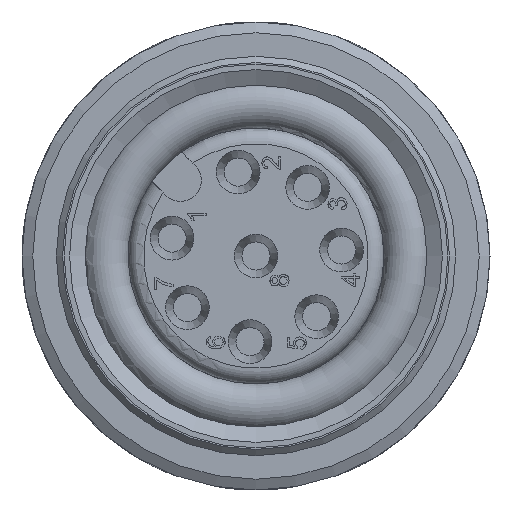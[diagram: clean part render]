
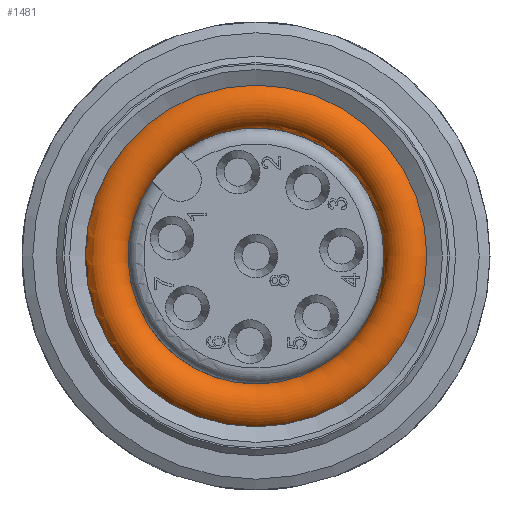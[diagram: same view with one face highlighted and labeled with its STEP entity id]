
A CAD part, left-side view. The second image highlights one B-rep face of the part: STEP entity #1481.
In plain terms, the highlighted toroidal (fillet/blend) face has major radius 4.845 mm and minor radius 0.75 mm.
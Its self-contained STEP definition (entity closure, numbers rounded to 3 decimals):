
#195=TOROIDAL_SURFACE('',#5048,4.845,0.75);
#225=FACE_BOUND('',#2150,.T.);
#226=FACE_BOUND('',#2151,.T.);
#227=FACE_BOUND('',#2152,.T.);
#633=B_SPLINE_CURVE_WITH_KNOTS('',3,(#8550,#8551,#8552,#8553,#8554,#8555),
 .UNSPECIFIED.,.F.,.F.,(4,2,4),(0.,0.444,1.),.UNSPECIFIED.);
#635=B_SPLINE_CURVE_WITH_KNOTS('',3,(#8581,#8582,#8583,#8584,#8585,#8586),
 .UNSPECIFIED.,.F.,.F.,(4,2,4),(0.,0.41,1.),.UNSPECIFIED.);
#1481=ADVANCED_FACE('',(#225,#226,#227),#195,.T.);
#2150=EDGE_LOOP('',(#2906,#2907,#2908,#2909));
#2151=EDGE_LOOP('',(#2910));
#2152=EDGE_LOOP('',(#2911));
#2906=ORIENTED_EDGE('',*,*,#4451,.F.);
#2907=ORIENTED_EDGE('',*,*,#4449,.T.);
#2908=ORIENTED_EDGE('',*,*,#4446,.F.);
#2909=ORIENTED_EDGE('',*,*,#4443,.T.);
#2910=ORIENTED_EDGE('',*,*,#4438,.F.);
#2911=ORIENTED_EDGE('',*,*,#4452,.T.);
#3893=VERTEX_POINT('',#8525);
#3895=VERTEX_POINT('',#8529);
#3897=VERTEX_POINT('',#8549);
#3898=VERTEX_POINT('',#8558);
#3901=VERTEX_POINT('',#8587);
#3902=VERTEX_POINT('',#8593);
#4438=EDGE_CURVE('',#3893,#3893,#4888,.T.);
#4443=EDGE_CURVE('',#3895,#3897,#633,.T.);
#4446=EDGE_CURVE('',#3895,#3898,#4890,.T.);
#4449=EDGE_CURVE('',#3901,#3898,#635,.T.);
#4451=EDGE_CURVE('',#3901,#3897,#4891,.T.);
#4452=EDGE_CURVE('',#3902,#3902,#4892,.T.);
#4888=CIRCLE('',#5038,4.723);
#4890=CIRCLE('',#5042,4.1);
#4891=CIRCLE('',#5045,4.1);
#4892=CIRCLE('',#5047,5.475);
#5038=AXIS2_PLACEMENT_3D('',#8524,#5406,#5407);
#5042=AXIS2_PLACEMENT_3D('',#8561,#5418,#5419);
#5045=AXIS2_PLACEMENT_3D('',#8590,#5426,#5427);
#5047=AXIS2_PLACEMENT_3D('',#8592,#5430,#5431);
#5048=AXIS2_PLACEMENT_3D('',#8594,#5432,#5433);
#5406=DIRECTION('',(-1.,0.,0.));
#5407=DIRECTION('',(0.,0.,-1.));
#5418=DIRECTION('',(-1.,0.,0.));
#5419=DIRECTION('',(0.,0.,-1.));
#5426=DIRECTION('',(1.,0.,0.));
#5427=DIRECTION('',(0.,0.,1.));
#5430=DIRECTION('',(-1.,0.,0.));
#5431=DIRECTION('',(0.,0.,-1.));
#5432=DIRECTION('',(1.,0.,0.));
#5433=DIRECTION('',(0.,0.,-1.));
#8524=CARTESIAN_POINT('',(38.951,0.,0.));
#8525=CARTESIAN_POINT('',(38.951,0.,-4.723));
#8529=CARTESIAN_POINT('',(38.125,3.337,2.382));
#8549=CARTESIAN_POINT('',(38.297,3.337,2.382));
#8550=CARTESIAN_POINT('',(38.125,3.337,2.382));
#8551=CARTESIAN_POINT('',(38.15,3.335,2.38));
#8552=CARTESIAN_POINT('',(38.176,3.334,2.379));
#8553=CARTESIAN_POINT('',(38.233,3.333,2.378));
#8554=CARTESIAN_POINT('',(38.266,3.334,2.38));
#8555=CARTESIAN_POINT('',(38.297,3.337,2.382));
#8558=CARTESIAN_POINT('',(38.125,2.382,3.337));
#8561=CARTESIAN_POINT('',(38.125,0.,0.));
#8581=CARTESIAN_POINT('',(38.297,2.382,3.337));
#8582=CARTESIAN_POINT('',(38.274,2.38,3.335));
#8583=CARTESIAN_POINT('',(38.25,2.379,3.334));
#8584=CARTESIAN_POINT('',(38.192,2.378,3.333));
#8585=CARTESIAN_POINT('',(38.158,2.379,3.334));
#8586=CARTESIAN_POINT('',(38.125,2.382,3.337));
#8587=CARTESIAN_POINT('',(38.297,2.382,3.337));
#8590=CARTESIAN_POINT('',(38.297,0.,0.));
#8592=CARTESIAN_POINT('',(37.804,0.,0.));
#8593=CARTESIAN_POINT('',(37.804,0.,-5.475));
#8594=CARTESIAN_POINT('',(38.211,0.,0.));
